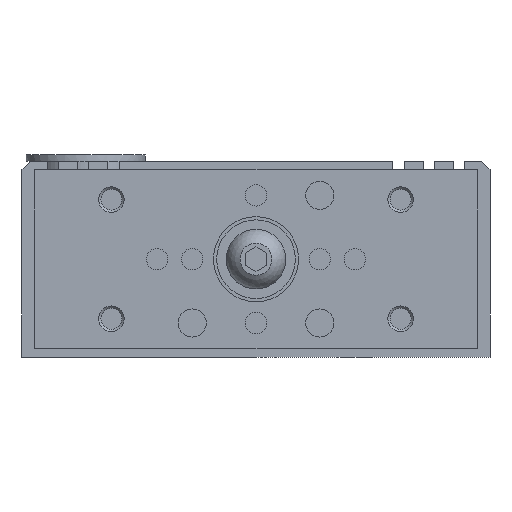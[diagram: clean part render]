
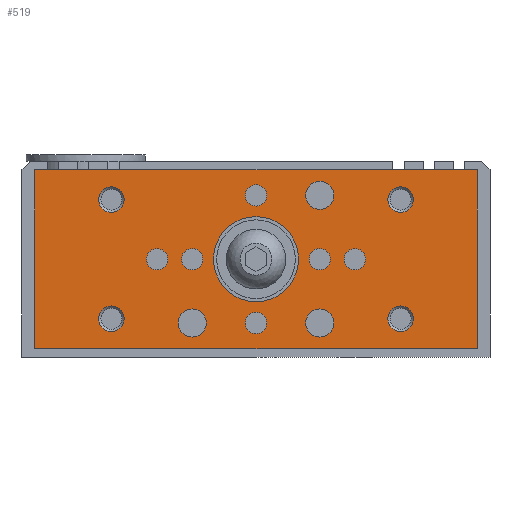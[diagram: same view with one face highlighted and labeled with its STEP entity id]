
A CAD part, left-side view. The second image highlights one B-rep face of the part: STEP entity #519.
In plain terms, the highlighted planar face has unit normal (-1, 0, 0).
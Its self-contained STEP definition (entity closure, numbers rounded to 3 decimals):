
#519 = ADVANCED_FACE( '', ( #1223, #1224, #1225, #1226, #1227, #1228, #1229, #1230, #1231, #1232, #1233, #1234, #1235, #1236, #1237 ), #1238, .F. );
#1223 = FACE_BOUND( '', #2107, .T. );
#1224 = FACE_BOUND( '', #2108, .T. );
#1225 = FACE_BOUND( '', #2109, .T. );
#1226 = FACE_BOUND( '', #2110, .T. );
#1227 = FACE_BOUND( '', #2111, .T. );
#1228 = FACE_BOUND( '', #2112, .T. );
#1229 = FACE_BOUND( '', #2113, .T. );
#1230 = FACE_BOUND( '', #2114, .T. );
#1231 = FACE_BOUND( '', #2115, .T. );
#1232 = FACE_BOUND( '', #2116, .T. );
#1233 = FACE_BOUND( '', #2117, .T. );
#1234 = FACE_BOUND( '', #2118, .T. );
#1235 = FACE_BOUND( '', #2119, .T. );
#1236 = FACE_BOUND( '', #2120, .T. );
#1237 = FACE_OUTER_BOUND( '', #2121, .T. );
#1238 = PLANE( '', #2122 );
#2107 = EDGE_LOOP( '', ( #3492 ) );
#2108 = EDGE_LOOP( '', ( #3493 ) );
#2109 = EDGE_LOOP( '', ( #3494 ) );
#2110 = EDGE_LOOP( '', ( #3495 ) );
#2111 = EDGE_LOOP( '', ( #3496 ) );
#2112 = EDGE_LOOP( '', ( #3497 ) );
#2113 = EDGE_LOOP( '', ( #3498 ) );
#2114 = EDGE_LOOP( '', ( #3499 ) );
#2115 = EDGE_LOOP( '', ( #3500 ) );
#2116 = EDGE_LOOP( '', ( #3501 ) );
#2117 = EDGE_LOOP( '', ( #3502 ) );
#2118 = EDGE_LOOP( '', ( #3503 ) );
#2119 = EDGE_LOOP( '', ( #3504 ) );
#2120 = EDGE_LOOP( '', ( #3505 ) );
#2121 = EDGE_LOOP( '', ( #3506, #3507, #3508, #3509 ) );
#2122 = AXIS2_PLACEMENT_3D( '', #3510, #3511, #3512 );
#3492 = ORIENTED_EDGE( '', *, *, #4761, .T. );
#3493 = ORIENTED_EDGE( '', *, *, #4318, .T. );
#3494 = ORIENTED_EDGE( '', *, *, #4714, .T. );
#3495 = ORIENTED_EDGE( '', *, *, #4762, .T. );
#3496 = ORIENTED_EDGE( '', *, *, #4307, .T. );
#3497 = ORIENTED_EDGE( '', *, *, #4645, .T. );
#3498 = ORIENTED_EDGE( '', *, *, #4763, .T. );
#3499 = ORIENTED_EDGE( '', *, *, #4350, .F. );
#3500 = ORIENTED_EDGE( '', *, *, #4746, .T. );
#3501 = ORIENTED_EDGE( '', *, *, #4764, .T. );
#3502 = ORIENTED_EDGE( '', *, *, #4765, .F. );
#3503 = ORIENTED_EDGE( '', *, *, #4408, .F. );
#3504 = ORIENTED_EDGE( '', *, *, #4608, .T. );
#3505 = ORIENTED_EDGE( '', *, *, #4766, .T. );
#3506 = ORIENTED_EDGE( '', *, *, #4648, .F. );
#3507 = ORIENTED_EDGE( '', *, *, #4413, .F. );
#3508 = ORIENTED_EDGE( '', *, *, #4767, .F. );
#3509 = ORIENTED_EDGE( '', *, *, #4721, .F. );
#3510 = CARTESIAN_POINT( '', ( -106., 52., 44. ) );
#3511 = DIRECTION( '', ( 1., 0., 0. ) );
#3512 = DIRECTION( '', ( 0., 0., 1. ) );
#4307 = EDGE_CURVE( '', #4978, #4978, #4979, .T. );
#4318 = EDGE_CURVE( '', #4997, #4997, #4998, .T. );
#4350 = EDGE_CURVE( '', #5052, #5052, #5053, .T. );
#4408 = EDGE_CURVE( '', #5148, #5148, #5149, .T. );
#4413 = EDGE_CURVE( '', #5156, #5158, #5159, .T. );
#4608 = EDGE_CURVE( '', #5464, #5464, #5465, .T. );
#4645 = EDGE_CURVE( '', #5523, #5523, #5524, .T. );
#4648 = EDGE_CURVE( '', #5158, #5528, #5529, .T. );
#4714 = EDGE_CURVE( '', #5628, #5628, #5629, .T. );
#4721 = EDGE_CURVE( '', #5528, #5638, #5639, .T. );
#4746 = EDGE_CURVE( '', #5676, #5676, #5677, .T. );
#4761 = EDGE_CURVE( '', #5695, #5695, #5696, .T. );
#4762 = EDGE_CURVE( '', #5697, #5697, #5698, .T. );
#4763 = EDGE_CURVE( '', #5699, #5699, #5700, .T. );
#4764 = EDGE_CURVE( '', #5701, #5701, #5702, .T. );
#4765 = EDGE_CURVE( '', #5703, #5703, #5704, .T. );
#4766 = EDGE_CURVE( '', #5705, #5705, #5706, .T. );
#4767 = EDGE_CURVE( '', #5638, #5156, #5707, .T. );
#4978 = VERTEX_POINT( '', #5967 );
#4979 = CIRCLE( '', #5968, 3.3 );
#4997 = VERTEX_POINT( '', #5999 );
#4998 = CIRCLE( '', #6000, 2.51 );
#5052 = VERTEX_POINT( '', #6065 );
#5053 = CIRCLE( '', #6066, 2.51 );
#5148 = VERTEX_POINT( '', #6170 );
#5149 = CIRCLE( '', #6171, 3. );
#5156 = VERTEX_POINT( '', #6179 );
#5158 = VERTEX_POINT( '', #6182 );
#5159 = LINE( '', #6183, #6184 );
#5464 = VERTEX_POINT( '', #6595 );
#5465 = CIRCLE( '', #6596, 3. );
#5523 = VERTEX_POINT( '', #6678 );
#5524 = CIRCLE( '', #6679, 3.3 );
#5528 = VERTEX_POINT( '', #6684 );
#5529 = LINE( '', #6685, #6686 );
#5628 = VERTEX_POINT( '', #6815 );
#5629 = CIRCLE( '', #6816, 2.51 );
#5638 = VERTEX_POINT( '', #6828 );
#5639 = LINE( '', #6829, #6830 );
#5676 = VERTEX_POINT( '', #6875 );
#5677 = CIRCLE( '', #6876, 2.51 );
#5695 = VERTEX_POINT( '', #6898 );
#5696 = CIRCLE( '', #6899, 2.51 );
#5697 = VERTEX_POINT( '', #6900 );
#5698 = CIRCLE( '', #6901, 2.51 );
#5699 = VERTEX_POINT( '', #6902 );
#5700 = CIRCLE( '', #6903, 3.3 );
#5701 = VERTEX_POINT( '', #6904 );
#5702 = CIRCLE( '', #6905, 3. );
#5703 = VERTEX_POINT( '', #6906 );
#5704 = CIRCLE( '', #6907, 3. );
#5705 = VERTEX_POINT( '', #6908 );
#5706 = CIRCLE( '', #6909, 10. );
#5707 = LINE( '', #6910, #6911 );
#5967 = CARTESIAN_POINT( '', ( -106., 15., 4.7 ) );
#5968 = AXIS2_PLACEMENT_3D( '', #7376, #7377, #7378 );
#5999 = CARTESIAN_POINT( '', ( -106., 12.49, 23. ) );
#6000 = AXIS2_PLACEMENT_3D( '', #7393, #7394, #7395 );
#6065 = CARTESIAN_POINT( '', ( -106., 20.74, 23. ) );
#6066 = AXIS2_PLACEMENT_3D( '', #7443, #7444, #7445 );
#6170 = CARTESIAN_POINT( '', ( -106., 31., 37. ) );
#6171 = AXIS2_PLACEMENT_3D( '', #7551, #7552, #7553 );
#6179 = CARTESIAN_POINT( '', ( -106., -52., 2. ) );
#6182 = CARTESIAN_POINT( '', ( -106., 52., 2. ) );
#6183 = CARTESIAN_POINT( '', ( -106., -52., 2. ) );
#6184 = VECTOR( '', #7559, 1000. );
#6595 = CARTESIAN_POINT( '', ( -106., -31., 37. ) );
#6596 = AXIS2_PLACEMENT_3D( '', #7792, #7793, #7794 );
#6678 = CARTESIAN_POINT( '', ( -106., -15., 4.7 ) );
#6679 = AXIS2_PLACEMENT_3D( '', #7840, #7841, #7842 );
#6684 = CARTESIAN_POINT( '', ( -106., 52., 44. ) );
#6685 = CARTESIAN_POINT( '', ( -106., 52., 2. ) );
#6686 = VECTOR( '', #7844, 1000. );
#6815 = CARTESIAN_POINT( '', ( -106., 0., 35.49 ) );
#6816 = AXIS2_PLACEMENT_3D( '', #7936, #7937, #7938 );
#6828 = CARTESIAN_POINT( '', ( -106., -52., 44. ) );
#6829 = CARTESIAN_POINT( '', ( -106., 52., 44. ) );
#6830 = VECTOR( '', #7945, 1000. );
#6875 = CARTESIAN_POINT( '', ( -106., -20.74, 23. ) );
#6876 = AXIS2_PLACEMENT_3D( '', #7984, #7985, #7986 );
#6898 = CARTESIAN_POINT( '', ( -106., 0., 10.51 ) );
#6899 = AXIS2_PLACEMENT_3D( '', #8000, #8001, #8002 );
#6900 = CARTESIAN_POINT( '', ( -106., -12.49, 23. ) );
#6901 = AXIS2_PLACEMENT_3D( '', #8003, #8004, #8005 );
#6902 = CARTESIAN_POINT( '', ( -106., -15., 34.7 ) );
#6903 = AXIS2_PLACEMENT_3D( '', #8006, #8007, #8008 );
#6904 = CARTESIAN_POINT( '', ( -106., 31., 9. ) );
#6905 = AXIS2_PLACEMENT_3D( '', #8009, #8010, #8011 );
#6906 = CARTESIAN_POINT( '', ( -106., -31., 9. ) );
#6907 = AXIS2_PLACEMENT_3D( '', #8012, #8013, #8014 );
#6908 = CARTESIAN_POINT( '', ( -106., 10., 23. ) );
#6909 = AXIS2_PLACEMENT_3D( '', #8015, #8016, #8017 );
#6910 = CARTESIAN_POINT( '', ( -106., -52., 44. ) );
#6911 = VECTOR( '', #8018, 1000. );
#7376 = CARTESIAN_POINT( '', ( -106., 15., 8. ) );
#7377 = DIRECTION( '', ( 1., 0., 0. ) );
#7378 = DIRECTION( '', ( 0., 0., -1. ) );
#7393 = CARTESIAN_POINT( '', ( -106., 15., 23. ) );
#7394 = DIRECTION( '', ( 1., 0., 0. ) );
#7395 = DIRECTION( '', ( 0., -1., 0. ) );
#7443 = CARTESIAN_POINT( '', ( -106., 23.25, 23. ) );
#7444 = DIRECTION( '', ( -1., 0., 0. ) );
#7445 = DIRECTION( '', ( 0., -1., 0. ) );
#7551 = CARTESIAN_POINT( '', ( -106., 34., 37. ) );
#7552 = DIRECTION( '', ( -1., 0., 0. ) );
#7553 = DIRECTION( '', ( 0., -1., 0. ) );
#7559 = DIRECTION( '', ( 0., 1., 0. ) );
#7792 = CARTESIAN_POINT( '', ( -106., -34., 37. ) );
#7793 = DIRECTION( '', ( 1., 0., 0. ) );
#7794 = DIRECTION( '', ( 0., 1., 0. ) );
#7840 = CARTESIAN_POINT( '', ( -106., -15., 8. ) );
#7841 = DIRECTION( '', ( 1., 0., 0. ) );
#7842 = DIRECTION( '', ( 0., 0., -1. ) );
#7844 = DIRECTION( '', ( 0., 0., 1. ) );
#7936 = CARTESIAN_POINT( '', ( -106., 0., 38. ) );
#7937 = DIRECTION( '', ( 1., 0., 0. ) );
#7938 = DIRECTION( '', ( 0., 0., -1. ) );
#7945 = DIRECTION( '', ( 0., -1., 0. ) );
#7984 = CARTESIAN_POINT( '', ( -106., -23.25, 23. ) );
#7985 = DIRECTION( '', ( 1., 0., 0. ) );
#7986 = DIRECTION( '', ( 0., 1., 0. ) );
#8000 = CARTESIAN_POINT( '', ( -106., 0., 8. ) );
#8001 = DIRECTION( '', ( 1., 0., 0. ) );
#8002 = DIRECTION( '', ( 0., 0., 1. ) );
#8003 = CARTESIAN_POINT( '', ( -106., -15., 23. ) );
#8004 = DIRECTION( '', ( 1., 0., 0. ) );
#8005 = DIRECTION( '', ( 0., 1., 0. ) );
#8006 = CARTESIAN_POINT( '', ( -106., -15., 38. ) );
#8007 = DIRECTION( '', ( 1., 0., 0. ) );
#8008 = DIRECTION( '', ( 0., 0., -1. ) );
#8009 = CARTESIAN_POINT( '', ( -106., 34., 9. ) );
#8010 = DIRECTION( '', ( 1., 0., 0. ) );
#8011 = DIRECTION( '', ( 0., -1., 0. ) );
#8012 = CARTESIAN_POINT( '', ( -106., -34., 9. ) );
#8013 = DIRECTION( '', ( -1., 0., 0. ) );
#8014 = DIRECTION( '', ( 0., 1., 0. ) );
#8015 = CARTESIAN_POINT( '', ( -106., 0., 23. ) );
#8016 = DIRECTION( '', ( 1., 0., 0. ) );
#8017 = DIRECTION( '', ( 0., 1., 0. ) );
#8018 = DIRECTION( '', ( 0., 0., -1. ) );
